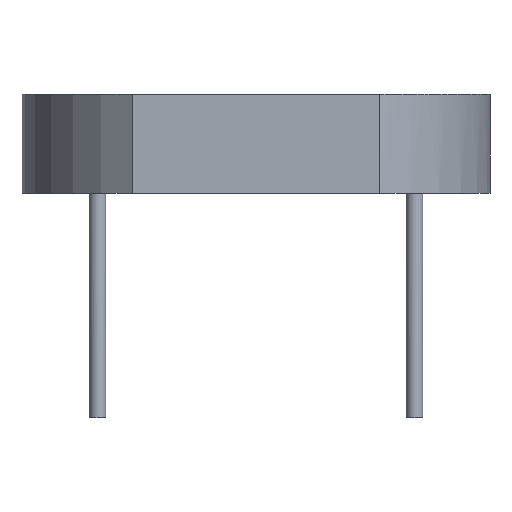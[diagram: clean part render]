
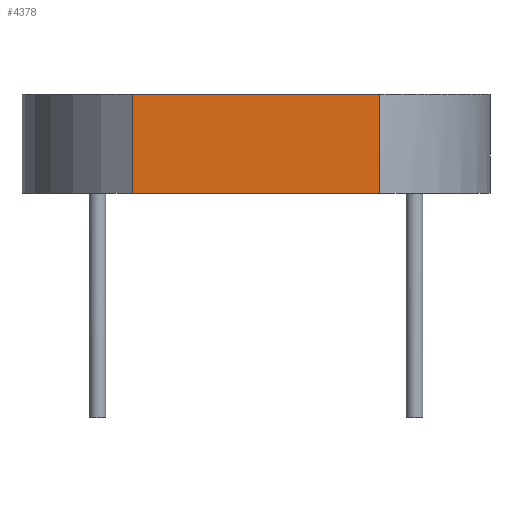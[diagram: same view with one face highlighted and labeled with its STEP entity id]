
A CAD part, front view. The second image highlights one B-rep face of the part: STEP entity #4378.
In plain terms, the highlighted planar face has unit normal (0, -1, 0).
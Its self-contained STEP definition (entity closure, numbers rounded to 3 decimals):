
#191 = PLANE('',#192);
#192 = AXIS2_PLACEMENT_3D('',#193,#194,#195);
#193 = CARTESIAN_POINT('',(1.487,2.388,1.755));
#194 = DIRECTION('',(0.,0.,1.));
#195 = DIRECTION('',(1.,0.,0.));
#284 = VERTEX_POINT('',#285);
#285 = CARTESIAN_POINT('',(-1.487,-2.388,1.755));
#300 = CYLINDRICAL_SURFACE('',#301,2.813);
#301 = AXIS2_PLACEMENT_3D('',#302,#303,#304);
#302 = CARTESIAN_POINT('',(0.,0.,
    2.945));
#303 = DIRECTION('',(0.,0.,1.));
#304 = DIRECTION('',(1.,0.,0.));
#334 = EDGE_CURVE('',#284,#335,#337,.T.);
#335 = VERTEX_POINT('',#336);
#336 = CARTESIAN_POINT('',(1.487,-2.388,1.755));
#337 = SURFACE_CURVE('',#338,(#342,#349),.PCURVE_S1.);
#338 = LINE('',#339,#340);
#339 = CARTESIAN_POINT('',(1.487,-2.388,1.755));
#340 = VECTOR('',#341,1.);
#341 = DIRECTION('',(1.,0.,0.));
#342 = PCURVE('',#191,#343);
#343 = DEFINITIONAL_REPRESENTATION('',(#344),#348);
#344 = LINE('',#345,#346);
#345 = CARTESIAN_POINT('',(0.,-4.775));
#346 = VECTOR('',#347,1.);
#347 = DIRECTION('',(1.,0.));
#348 = ( GEOMETRIC_REPRESENTATION_CONTEXT(2) 
PARAMETRIC_REPRESENTATION_CONTEXT() REPRESENTATION_CONTEXT('2D SPACE',''
  ) );
#349 = PCURVE('',#350,#355);
#350 = PLANE('',#351);
#351 = AXIS2_PLACEMENT_3D('',#352,#353,#354);
#352 = CARTESIAN_POINT('',(0.,-2.388,2.945));
#353 = DIRECTION('',(0.,-1.,0.));
#354 = DIRECTION('',(1.,0.,0.));
#355 = DEFINITIONAL_REPRESENTATION('',(#356),#360);
#356 = LINE('',#357,#358);
#357 = CARTESIAN_POINT('',(1.487,-1.19));
#358 = VECTOR('',#359,1.);
#359 = DIRECTION('',(1.,0.));
#360 = ( GEOMETRIC_REPRESENTATION_CONTEXT(2) 
PARAMETRIC_REPRESENTATION_CONTEXT() REPRESENTATION_CONTEXT('2D SPACE',''
  ) );
#379 = CYLINDRICAL_SURFACE('',#380,2.813);
#380 = AXIS2_PLACEMENT_3D('',#381,#382,#383);
#381 = CARTESIAN_POINT('',(0.,0.,2.945
    ));
#382 = DIRECTION('',(0.,0.,1.));
#383 = DIRECTION('',(1.,0.,0.));
#589 = PLANE('',#590);
#590 = AXIS2_PLACEMENT_3D('',#591,#592,#593);
#591 = CARTESIAN_POINT('',(0.,0.,
    2.945));
#592 = DIRECTION('',(0.,0.,1.));
#593 = DIRECTION('',(1.,0.,0.));
#2503 = EDGE_CURVE('',#2504,#284,#2506,.T.);
#2504 = VERTEX_POINT('',#2505);
#2505 = CARTESIAN_POINT('',(-1.487,-2.388,2.945));
#2506 = SURFACE_CURVE('',#2507,(#2511,#2540),.PCURVE_S1.);
#2507 = LINE('',#2508,#2509);
#2508 = CARTESIAN_POINT('',(-1.487,-2.388,2.945));
#2509 = VECTOR('',#2510,1.);
#2510 = DIRECTION('',(0.,0.,-1.));
#2511 = PCURVE('',#300,#2512);
#2512 = DEFINITIONAL_REPRESENTATION('',(#2513),#2539);
#2513 = B_SPLINE_CURVE_WITH_KNOTS('',3,(#2514,#2515,#2516,#2517,#2518,
    #2519,#2520,#2521,#2522,#2523,#2524,#2525,#2526,#2527,#2528,#2529,
    #2530,#2531,#2532,#2533,#2534,#2535,#2536,#2537,#2538),
  .UNSPECIFIED.,.F.,.F.,(4,1,1,1,1,1,1,1,1,1,1,1,1,1,1,1,1,1,1,1,1,1,4),
  (0.,0.054,0.108,0.162,0.216,
    0.27,0.325,0.379,0.433,
    0.487,0.541,0.595,0.649,0.703,
    0.757,0.811,0.865,0.92,
    0.974,1.028,1.082,1.136,1.19),
  .UNSPECIFIED.);
#2514 = CARTESIAN_POINT('',(4.155,0.));
#2515 = CARTESIAN_POINT('',(4.155,-0.018));
#2516 = CARTESIAN_POINT('',(4.155,-0.054));
#2517 = CARTESIAN_POINT('',(4.155,-0.108));
#2518 = CARTESIAN_POINT('',(4.155,-0.162));
#2519 = CARTESIAN_POINT('',(4.155,-0.216));
#2520 = CARTESIAN_POINT('',(4.155,-0.27));
#2521 = CARTESIAN_POINT('',(4.155,-0.325));
#2522 = CARTESIAN_POINT('',(4.155,-0.379));
#2523 = CARTESIAN_POINT('',(4.155,-0.433));
#2524 = CARTESIAN_POINT('',(4.155,-0.487));
#2525 = CARTESIAN_POINT('',(4.155,-0.541));
#2526 = CARTESIAN_POINT('',(4.155,-0.595));
#2527 = CARTESIAN_POINT('',(4.155,-0.649));
#2528 = CARTESIAN_POINT('',(4.155,-0.703));
#2529 = CARTESIAN_POINT('',(4.155,-0.757));
#2530 = CARTESIAN_POINT('',(4.155,-0.811));
#2531 = CARTESIAN_POINT('',(4.155,-0.865));
#2532 = CARTESIAN_POINT('',(4.155,-0.92));
#2533 = CARTESIAN_POINT('',(4.155,-0.974));
#2534 = CARTESIAN_POINT('',(4.155,-1.028));
#2535 = CARTESIAN_POINT('',(4.155,-1.082));
#2536 = CARTESIAN_POINT('',(4.155,-1.136));
#2537 = CARTESIAN_POINT('',(4.155,-1.172));
#2538 = CARTESIAN_POINT('',(4.155,-1.19));
#2539 = ( GEOMETRIC_REPRESENTATION_CONTEXT(2) 
PARAMETRIC_REPRESENTATION_CONTEXT() REPRESENTATION_CONTEXT('2D SPACE',''
  ) );
#2540 = PCURVE('',#350,#2541);
#2541 = DEFINITIONAL_REPRESENTATION('',(#2542),#2546);
#2542 = LINE('',#2543,#2544);
#2543 = CARTESIAN_POINT('',(-1.487,0.));
#2544 = VECTOR('',#2545,1.);
#2545 = DIRECTION('',(0.,-1.));
#2546 = ( GEOMETRIC_REPRESENTATION_CONTEXT(2) 
PARAMETRIC_REPRESENTATION_CONTEXT() REPRESENTATION_CONTEXT('2D SPACE',''
  ) );
#4287 = VERTEX_POINT('',#4288);
#4288 = CARTESIAN_POINT('',(1.487,-2.388,2.945));
#4336 = EDGE_CURVE('',#4287,#335,#4337,.T.);
#4337 = SURFACE_CURVE('',#4338,(#4342,#4371),.PCURVE_S1.);
#4338 = LINE('',#4339,#4340);
#4339 = CARTESIAN_POINT('',(1.487,-2.388,2.945));
#4340 = VECTOR('',#4341,1.);
#4341 = DIRECTION('',(0.,0.,-1.));
#4342 = PCURVE('',#379,#4343);
#4343 = DEFINITIONAL_REPRESENTATION('',(#4344),#4370);
#4344 = B_SPLINE_CURVE_WITH_KNOTS('',3,(#4345,#4346,#4347,#4348,#4349,
    #4350,#4351,#4352,#4353,#4354,#4355,#4356,#4357,#4358,#4359,#4360,
    #4361,#4362,#4363,#4364,#4365,#4366,#4367,#4368,#4369),
  .UNSPECIFIED.,.F.,.F.,(4,1,1,1,1,1,1,1,1,1,1,1,1,1,1,1,1,1,1,1,1,1,4),
  (0.,0.054,0.108,0.162,0.216,
    0.27,0.325,0.379,0.433,
    0.487,0.541,0.595,0.649,0.703,
    0.757,0.811,0.865,0.92,
    0.974,1.028,1.082,1.136,1.19),
  .UNSPECIFIED.);
#4345 = CARTESIAN_POINT('',(5.269,0.));
#4346 = CARTESIAN_POINT('',(5.269,-0.018));
#4347 = CARTESIAN_POINT('',(5.269,-0.054));
#4348 = CARTESIAN_POINT('',(5.269,-0.108));
#4349 = CARTESIAN_POINT('',(5.269,-0.162));
#4350 = CARTESIAN_POINT('',(5.269,-0.216));
#4351 = CARTESIAN_POINT('',(5.269,-0.27));
#4352 = CARTESIAN_POINT('',(5.269,-0.325));
#4353 = CARTESIAN_POINT('',(5.269,-0.379));
#4354 = CARTESIAN_POINT('',(5.269,-0.433));
#4355 = CARTESIAN_POINT('',(5.269,-0.487));
#4356 = CARTESIAN_POINT('',(5.269,-0.541));
#4357 = CARTESIAN_POINT('',(5.269,-0.595));
#4358 = CARTESIAN_POINT('',(5.269,-0.649));
#4359 = CARTESIAN_POINT('',(5.269,-0.703));
#4360 = CARTESIAN_POINT('',(5.269,-0.757));
#4361 = CARTESIAN_POINT('',(5.269,-0.811));
#4362 = CARTESIAN_POINT('',(5.269,-0.865));
#4363 = CARTESIAN_POINT('',(5.269,-0.92));
#4364 = CARTESIAN_POINT('',(5.269,-0.974));
#4365 = CARTESIAN_POINT('',(5.269,-1.028));
#4366 = CARTESIAN_POINT('',(5.269,-1.082));
#4367 = CARTESIAN_POINT('',(5.269,-1.136));
#4368 = CARTESIAN_POINT('',(5.269,-1.172));
#4369 = CARTESIAN_POINT('',(5.269,-1.19));
#4370 = ( GEOMETRIC_REPRESENTATION_CONTEXT(2) 
PARAMETRIC_REPRESENTATION_CONTEXT() REPRESENTATION_CONTEXT('2D SPACE',''
  ) );
#4371 = PCURVE('',#350,#4372);
#4372 = DEFINITIONAL_REPRESENTATION('',(#4373),#4377);
#4373 = LINE('',#4374,#4375);
#4374 = CARTESIAN_POINT('',(1.487,0.));
#4375 = VECTOR('',#4376,1.);
#4376 = DIRECTION('',(0.,-1.));
#4377 = ( GEOMETRIC_REPRESENTATION_CONTEXT(2) 
PARAMETRIC_REPRESENTATION_CONTEXT() REPRESENTATION_CONTEXT('2D SPACE',''
  ) );
#4378 = ADVANCED_FACE('',(#4379),#350,.T.);
#4379 = FACE_BOUND('',#4380,.T.);
#4380 = EDGE_LOOP('',(#4381,#4402,#4403,#4404));
#4381 = ORIENTED_EDGE('',*,*,#4382,.T.);
#4382 = EDGE_CURVE('',#4287,#2504,#4383,.T.);
#4383 = SURFACE_CURVE('',#4384,(#4388,#4395),.PCURVE_S1.);
#4384 = LINE('',#4385,#4386);
#4385 = CARTESIAN_POINT('',(0.,-2.388,2.945));
#4386 = VECTOR('',#4387,1.);
#4387 = DIRECTION('',(-1.,0.,0.));
#4388 = PCURVE('',#350,#4389);
#4389 = DEFINITIONAL_REPRESENTATION('',(#4390),#4394);
#4390 = LINE('',#4391,#4392);
#4391 = CARTESIAN_POINT('',(0.,0.));
#4392 = VECTOR('',#4393,1.);
#4393 = DIRECTION('',(-1.,0.));
#4394 = ( GEOMETRIC_REPRESENTATION_CONTEXT(2) 
PARAMETRIC_REPRESENTATION_CONTEXT() REPRESENTATION_CONTEXT('2D SPACE',''
  ) );
#4395 = PCURVE('',#589,#4396);
#4396 = DEFINITIONAL_REPRESENTATION('',(#4397),#4401);
#4397 = LINE('',#4398,#4399);
#4398 = CARTESIAN_POINT('',(0.,-2.388));
#4399 = VECTOR('',#4400,1.);
#4400 = DIRECTION('',(-1.,0.));
#4401 = ( GEOMETRIC_REPRESENTATION_CONTEXT(2) 
PARAMETRIC_REPRESENTATION_CONTEXT() REPRESENTATION_CONTEXT('2D SPACE',''
  ) );
#4402 = ORIENTED_EDGE('',*,*,#2503,.T.);
#4403 = ORIENTED_EDGE('',*,*,#334,.T.);
#4404 = ORIENTED_EDGE('',*,*,#4336,.F.);
